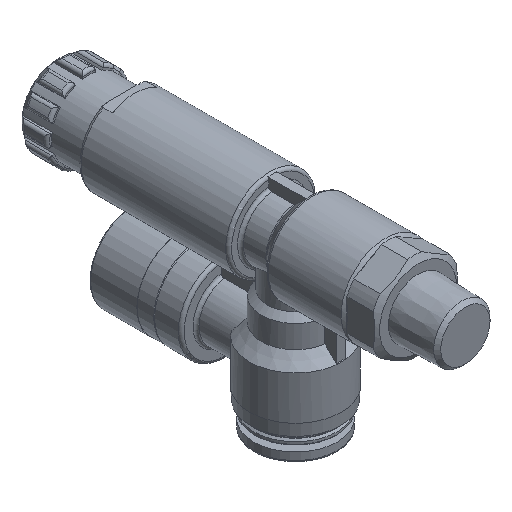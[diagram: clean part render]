
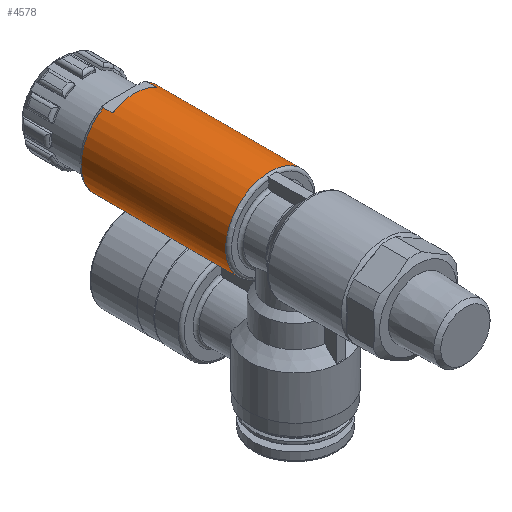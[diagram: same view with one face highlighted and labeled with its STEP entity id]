
A CAD part, isometric view. The second image highlights one B-rep face of the part: STEP entity #4578.
In plain terms, the highlighted cylindrical face has radius 7.5 mm (diameter 15 mm), a full revolution.
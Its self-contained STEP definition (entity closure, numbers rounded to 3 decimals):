
#156=B_SPLINE_CURVE_WITH_KNOTS('',3,(#6046,#6047,#6048,#6049),
 .UNSPECIFIED.,.F.,.F.,(4,4),(0.006,0.007),
 .UNSPECIFIED.);
#157=B_SPLINE_CURVE_WITH_KNOTS('',3,(#6054,#6055,#6056,#6057),
 .UNSPECIFIED.,.F.,.F.,(4,4),(0.008,0.01),
 .UNSPECIFIED.);
#328=LINE('',#6033,#494);
#329=LINE('',#6037,#495);
#330=LINE('',#6041,#496);
#331=LINE('',#6045,#497);
#332=LINE('',#6059,#498);
#333=LINE('',#6063,#499);
#494=VECTOR('',#5146,1000.);
#495=VECTOR('',#5149,1000.);
#496=VECTOR('',#5152,1000.);
#497=VECTOR('',#5155,1000.);
#498=VECTOR('',#5158,1000.);
#499=VECTOR('',#5161,1000.);
#660=ORIENTED_EDGE('',*,*,#1662,.F.);
#661=ORIENTED_EDGE('',*,*,#1663,.F.);
#662=ORIENTED_EDGE('',*,*,#1664,.F.);
#663=ORIENTED_EDGE('',*,*,#1665,.F.);
#664=ORIENTED_EDGE('',*,*,#1666,.F.);
#665=ORIENTED_EDGE('',*,*,#1667,.F.);
#666=ORIENTED_EDGE('',*,*,#1668,.F.);
#667=ORIENTED_EDGE('',*,*,#1669,.F.);
#668=ORIENTED_EDGE('',*,*,#1670,.F.);
#669=ORIENTED_EDGE('',*,*,#1671,.T.);
#670=ORIENTED_EDGE('',*,*,#1672,.F.);
#671=ORIENTED_EDGE('',*,*,#1673,.T.);
#672=ORIENTED_EDGE('',*,*,#1674,.F.);
#673=ORIENTED_EDGE('',*,*,#1675,.F.);
#1662=EDGE_CURVE('',#2163,#2164,#2505,.T.);
#1663=EDGE_CURVE('',#2165,#2163,#328,.F.);
#1664=EDGE_CURVE('',#2166,#2165,#2506,.T.);
#1665=EDGE_CURVE('',#2167,#2166,#329,.T.);
#1666=EDGE_CURVE('',#2168,#2167,#2507,.T.);
#1667=EDGE_CURVE('',#2169,#2168,#330,.F.);
#1668=EDGE_CURVE('',#2170,#2169,#2508,.T.);
#1669=EDGE_CURVE('',#2164,#2170,#331,.T.);
#1670=EDGE_CURVE('',#2171,#2172,#156,.T.);
#1671=EDGE_CURVE('',#2171,#2173,#2509,.T.);
#1672=EDGE_CURVE('',#2174,#2173,#157,.T.);
#1673=EDGE_CURVE('',#2174,#2175,#332,.T.);
#1674=EDGE_CURVE('',#2176,#2175,#2510,.T.);
#1675=EDGE_CURVE('',#2172,#2176,#333,.T.);
#2163=VERTEX_POINT('',#6031);
#2164=VERTEX_POINT('',#6032);
#2165=VERTEX_POINT('',#6034);
#2166=VERTEX_POINT('',#6036);
#2167=VERTEX_POINT('',#6038);
#2168=VERTEX_POINT('',#6040);
#2169=VERTEX_POINT('',#6042);
#2170=VERTEX_POINT('',#6044);
#2171=VERTEX_POINT('',#6050);
#2172=VERTEX_POINT('',#6051);
#2173=VERTEX_POINT('',#6053);
#2174=VERTEX_POINT('',#6058);
#2175=VERTEX_POINT('',#6060);
#2176=VERTEX_POINT('',#6062);
#2505=CIRCLE('',#4781,7.5);
#2506=CIRCLE('',#4782,7.5);
#2507=CIRCLE('',#4783,7.5);
#2508=CIRCLE('',#4784,7.5);
#2509=CIRCLE('',#4785,7.5);
#2510=CIRCLE('',#4786,7.5);
#2668=EDGE_LOOP('',(#660,#661,#662,#663,#664,#665,#666,#667));
#2669=EDGE_LOOP('',(#668,#669,#670,#671,#672,#673));
#2901=FACE_BOUND('',#2668,.T.);
#2902=FACE_BOUND('',#2669,.T.);
#3134=CYLINDRICAL_SURFACE('',#4780,7.5);
#4578=ADVANCED_FACE('',(#2901,#2902),#3134,.T.);
#4780=AXIS2_PLACEMENT_3D('',#6029,#5142,#5143);
#4781=AXIS2_PLACEMENT_3D('',#6030,#5144,#5145);
#4782=AXIS2_PLACEMENT_3D('',#6035,#5147,#5148);
#4783=AXIS2_PLACEMENT_3D('',#6039,#5150,#5151);
#4784=AXIS2_PLACEMENT_3D('',#6043,#5153,#5154);
#4785=AXIS2_PLACEMENT_3D('',#6052,#5156,#5157);
#4786=AXIS2_PLACEMENT_3D('',#6061,#5159,#5160);
#5142=DIRECTION('',(0.,1.,0.));
#5143=DIRECTION('',(0.,0.,1.));
#5144=DIRECTION('',(0.,1.,0.));
#5145=DIRECTION('',(0.,0.,1.));
#5146=DIRECTION('',(0.,1.,0.));
#5147=DIRECTION('',(0.,1.,0.));
#5148=DIRECTION('',(0.,0.,1.));
#5149=DIRECTION('',(0.,1.,0.));
#5150=DIRECTION('',(0.,1.,0.));
#5151=DIRECTION('',(0.,0.,1.));
#5152=DIRECTION('',(0.,1.,0.));
#5153=DIRECTION('',(0.,1.,0.));
#5154=DIRECTION('',(0.,0.,1.));
#5155=DIRECTION('',(0.,1.,0.));
#5156=DIRECTION('',(0.,1.,0.));
#5157=DIRECTION('',(0.,0.,1.));
#5158=DIRECTION('',(0.,1.,0.));
#5159=DIRECTION('',(0.,-1.,0.));
#5160=DIRECTION('',(0.,0.,-1.));
#5161=DIRECTION('',(0.,1.,0.));
#6029=CARTESIAN_POINT('',(0.,60.9,0.));
#6030=CARTESIAN_POINT('',(0.,47.9,0.));
#6031=CARTESIAN_POINT('',(-3.742,47.9,6.5));
#6032=CARTESIAN_POINT('',(3.742,47.9,6.5));
#6033=CARTESIAN_POINT('',(-3.742,60.9,6.5));
#6034=CARTESIAN_POINT('',(-3.742,49.4,6.5));
#6035=CARTESIAN_POINT('',(0.,49.4,0.));
#6036=CARTESIAN_POINT('',(-3.742,49.4,-6.5));
#6037=CARTESIAN_POINT('',(-3.742,60.9,-6.5));
#6038=CARTESIAN_POINT('',(-3.742,47.9,-6.5));
#6039=CARTESIAN_POINT('',(0.,47.9,0.));
#6040=CARTESIAN_POINT('',(3.742,47.9,-6.5));
#6041=CARTESIAN_POINT('',(3.742,60.9,-6.5));
#6042=CARTESIAN_POINT('',(3.742,49.4,-6.5));
#6043=CARTESIAN_POINT('',(0.,49.4,0.));
#6044=CARTESIAN_POINT('',(3.742,49.4,6.5));
#6045=CARTESIAN_POINT('',(3.742,60.9,6.5));
#6046=CARTESIAN_POINT('',(-2.018,25.,-7.223));
#6047=CARTESIAN_POINT('',(-1.625,25.185,-7.333));
#6048=CARTESIAN_POINT('',(-1.19,25.32,-7.418));
#6049=CARTESIAN_POINT('',(-0.75,25.39,-7.462));
#6050=CARTESIAN_POINT('',(-2.018,25.,-7.223));
#6051=CARTESIAN_POINT('',(-0.75,25.39,-7.462));
#6052=CARTESIAN_POINT('',(0.,25.,0.));
#6053=CARTESIAN_POINT('',(2.018,25.,-7.223));
#6054=CARTESIAN_POINT('',(0.75,25.39,-7.462));
#6055=CARTESIAN_POINT('',(1.191,25.32,-7.418));
#6056=CARTESIAN_POINT('',(1.623,25.185,-7.334));
#6057=CARTESIAN_POINT('',(2.018,25.,-7.223));
#6058=CARTESIAN_POINT('',(0.75,25.39,-7.462));
#6059=CARTESIAN_POINT('',(0.75,60.9,-7.462));
#6060=CARTESIAN_POINT('',(0.75,32.5,-7.462));
#6061=CARTESIAN_POINT('',(0.,32.5,0.));
#6062=CARTESIAN_POINT('',(-0.75,32.5,-7.462));
#6063=CARTESIAN_POINT('',(-0.75,60.9,-7.462));
